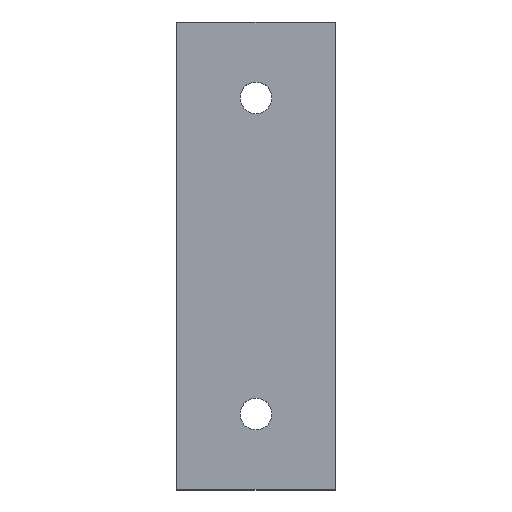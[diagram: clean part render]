
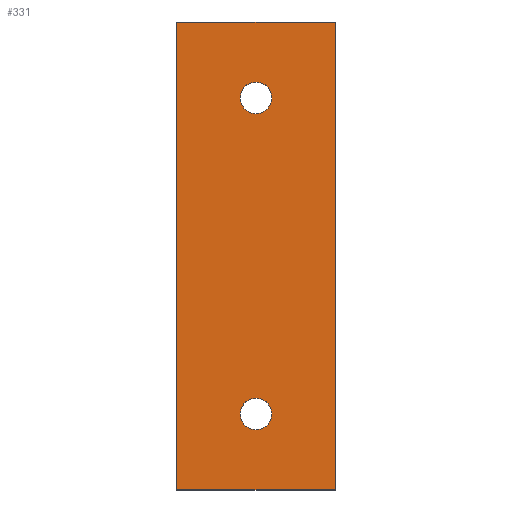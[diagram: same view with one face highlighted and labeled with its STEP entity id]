
A CAD part, top view. The second image highlights one B-rep face of the part: STEP entity #331.
In plain terms, the highlighted planar face has unit normal (0, 0, 1).
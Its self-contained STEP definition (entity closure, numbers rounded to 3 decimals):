
#15=CIRCLE('',#364,2.5);
#17=CIRCLE('',#367,2.5);
#22=FACE_BOUND('',#63,.T.);
#23=FACE_BOUND('',#64,.T.);
#43=FACE_OUTER_BOUND('',#62,.T.);
#62=EDGE_LOOP('',(#283,#284,#285,#286));
#63=EDGE_LOOP('',(#287));
#64=EDGE_LOOP('',(#288));
#97=LINE('',#529,#135);
#100=LINE('',#535,#138);
#103=LINE('',#541,#141);
#106=LINE('',#545,#144);
#135=VECTOR('',#439,10.);
#138=VECTOR('',#444,10.);
#141=VECTOR('',#449,10.);
#144=VECTOR('',#454,10.);
#161=VERTEX_POINT('',#511);
#163=VERTEX_POINT('',#517);
#167=VERTEX_POINT('',#526);
#168=VERTEX_POINT('',#528);
#170=VERTEX_POINT('',#534);
#172=VERTEX_POINT('',#540);
#197=EDGE_CURVE('',#161,#161,#15,.T.);
#200=EDGE_CURVE('',#163,#163,#17,.T.);
#205=EDGE_CURVE('',#168,#167,#97,.T.);
#208=EDGE_CURVE('',#170,#168,#100,.T.);
#211=EDGE_CURVE('',#172,#170,#103,.T.);
#214=EDGE_CURVE('',#167,#172,#106,.T.);
#283=ORIENTED_EDGE('',*,*,#214,.T.);
#284=ORIENTED_EDGE('',*,*,#211,.T.);
#285=ORIENTED_EDGE('',*,*,#208,.T.);
#286=ORIENTED_EDGE('',*,*,#205,.T.);
#287=ORIENTED_EDGE('',*,*,#200,.T.);
#288=ORIENTED_EDGE('',*,*,#197,.T.);
#313=PLANE('',#373);
#331=ADVANCED_FACE('',(#43,#22,#23),#313,.T.);
#364=AXIS2_PLACEMENT_3D('',#512,#423,#424);
#367=AXIS2_PLACEMENT_3D('',#518,#430,#431);
#373=AXIS2_PLACEMENT_3D('',#546,#455,#456);
#423=DIRECTION('center_axis',(0.,0.,
-1.));
#424=DIRECTION('ref_axis',(-1.,0.,0.));
#430=DIRECTION('center_axis',(0.,0.,
-1.));
#431=DIRECTION('ref_axis',(-1.,0.,0.));
#439=DIRECTION('',(0.,1.,0.));
#444=DIRECTION('',(1.,0.,0.));
#449=DIRECTION('',(0.,-1.,0.));
#454=DIRECTION('',(-1.,0.,0.));
#455=DIRECTION('center_axis',(0.,0.,
1.));
#456=DIRECTION('ref_axis',(1.,0.,0.));
#511=CARTESIAN_POINT('',(2.5,-25.,4.));
#512=CARTESIAN_POINT('Origin',(0.,-25.,4.));
#517=CARTESIAN_POINT('',(2.5,25.,4.));
#518=CARTESIAN_POINT('Origin',(0.,25.,4.));
#526=CARTESIAN_POINT('',(12.5,37.,4.));
#528=CARTESIAN_POINT('',(12.5,-37.,4.));
#529=CARTESIAN_POINT('',(12.5,-37.,4.));
#534=CARTESIAN_POINT('',(-12.5,-37.,4.));
#535=CARTESIAN_POINT('',(-12.5,-37.,4.));
#540=CARTESIAN_POINT('',(-12.5,37.,4.));
#541=CARTESIAN_POINT('',(-12.5,37.,4.));
#545=CARTESIAN_POINT('',(12.5,37.,4.));
#546=CARTESIAN_POINT('Origin',(0.,0.,
4.));
